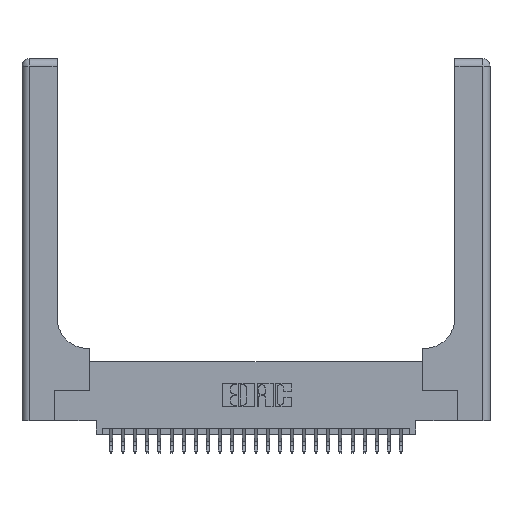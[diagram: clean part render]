
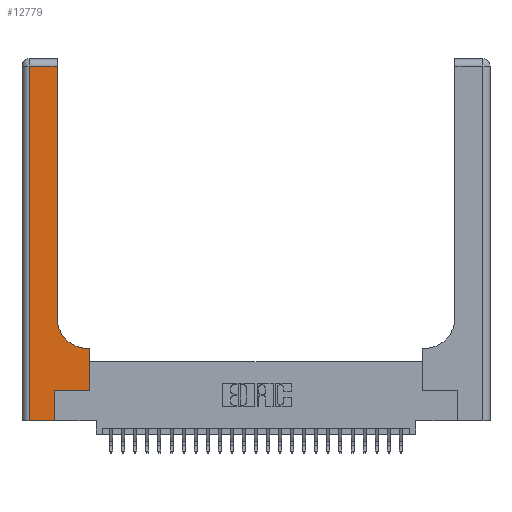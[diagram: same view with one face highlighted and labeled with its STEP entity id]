
A CAD part, top view. The second image highlights one B-rep face of the part: STEP entity #12779.
In plain terms, the highlighted planar face has unit normal (0, 0, 1).
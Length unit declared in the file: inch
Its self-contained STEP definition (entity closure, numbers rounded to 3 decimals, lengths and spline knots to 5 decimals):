
#297 = DIRECTION ( 'NONE',  ( 0., -1., 0. ) ) ;
#462 = LINE ( 'NONE', #4194, #11079 ) ;
#865 = CARTESIAN_POINT ( 'NONE',  ( 0.5415, 0.6, 0.37 ) ) ;
#1312 = DIRECTION ( 'NONE',  ( 1., 0., 0. ) ) ;
#1591 = VECTOR ( 'NONE', #12864, 39.37008 ) ;
#1824 = EDGE_CURVE ( 'NONE', #4370, #27178, #18235, .T. ) ;
#2322 = VERTEX_POINT ( 'NONE', #16699 ) ;
#2327 = VECTOR ( 'NONE', #2390, 39.37008 ) ;
#2390 = DIRECTION ( 'NONE',  ( 0., 1., 0. ) ) ;
#2482 = CARTESIAN_POINT ( 'NONE',  ( 0.5585, 0.25, 0.37 ) ) ;
#3834 = EDGE_CURVE ( 'NONE', #27178, #15929, #17793, .T. ) ;
#3846 = CARTESIAN_POINT ( 'NONE',  ( 0.269, 0., 0.37 ) ) ;
#4194 = CARTESIAN_POINT ( 'NONE',  ( 0.2915, 3., 0.37 ) ) ;
#4246 = CARTESIAN_POINT ( 'NONE',  ( 0.06, 0., 0.37 ) ) ;
#4370 = VERTEX_POINT ( 'NONE', #4246 ) ;
#4373 = CARTESIAN_POINT ( 'NONE',  ( 0., 2.94, 0.37 ) ) ;
#5341 = VERTEX_POINT ( 'NONE', #26314 ) ;
#5451 = ORIENTED_EDGE ( 'NONE', *, *, #15589, .T. ) ;
#5496 = LINE ( 'NONE', #8996, #16087 ) ;
#5660 = EDGE_CURVE ( 'NONE', #5999, #2322, #13491, .T. ) ;
#5999 = VERTEX_POINT ( 'NONE', #9909 ) ;
#6236 = DIRECTION ( 'NONE',  ( -1., 0., 0. ) ) ;
#6521 = VECTOR ( 'NONE', #17999, 39.37008 ) ;
#7340 = CARTESIAN_POINT ( 'NONE',  ( 0.2915, 0.85, 0.37 ) ) ;
#7710 = EDGE_CURVE ( 'NONE', #15929, #5341, #5496, .T. ) ;
#8181 = FACE_OUTER_BOUND ( 'NONE', #22601, .T. ) ;
#8418 = ORIENTED_EDGE ( 'NONE', *, *, #5660, .T. ) ;
#8996 = CARTESIAN_POINT ( 'NONE',  ( 0.269, 0.25, 0.37 ) ) ;
#9546 = ORIENTED_EDGE ( 'NONE', *, *, #7710, .T. ) ;
#9909 = CARTESIAN_POINT ( 'NONE',  ( 0.2915, 2.94, 0.37 ) ) ;
#10478 = DIRECTION ( 'NONE',  ( 0., 1., 0. ) ) ;
#11079 = VECTOR ( 'NONE', #10478, 39.37008 ) ;
#11624 = CARTESIAN_POINT ( 'NONE',  ( 0.269, 0., 0.37 ) ) ;
#11935 = VERTEX_POINT ( 'NONE', #865 ) ;
#12613 = VECTOR ( 'NONE', #27195, 39.37008 ) ;
#12779 = ADVANCED_FACE ( 'NONE', ( #8181 ), #16782, .F. ) ;
#12864 = DIRECTION ( 'NONE',  ( -1., 0., 0. ) ) ;
#12909 = LINE ( 'NONE', #2482, #2327 ) ;
#13246 = CARTESIAN_POINT ( 'NONE',  ( 0.269, 0.25, 0.37 ) ) ;
#13491 = LINE ( 'NONE', #4373, #1591 ) ;
#13971 = DIRECTION ( 'NONE',  ( 0., 0., -1. ) ) ;
#14029 = VERTEX_POINT ( 'NONE', #25707 ) ;
#14380 = LINE ( 'NONE', #15091, #19334 ) ;
#14684 = EDGE_CURVE ( 'NONE', #2322, #4370, #14380, .T. ) ;
#14898 = VERTEX_POINT ( 'NONE', #7340 ) ;
#15010 = ORIENTED_EDGE ( 'NONE', *, *, #14684, .T. ) ;
#15091 = CARTESIAN_POINT ( 'NONE',  ( 0.06, 3., 0.37 ) ) ;
#15237 = EDGE_CURVE ( 'NONE', #14898, #5999, #462, .T. ) ;
#15589 = EDGE_CURVE ( 'NONE', #14029, #11935, #20639, .T. ) ;
#15635 = CIRCLE ( 'NONE', #23291, 0.25 ) ;
#15674 = VECTOR ( 'NONE', #26900, 39.37008 ) ;
#15736 = ORIENTED_EDGE ( 'NONE', *, *, #3834, .T. ) ;
#15929 = VERTEX_POINT ( 'NONE', #13246 ) ;
#16087 = VECTOR ( 'NONE', #21662, 39.37008 ) ;
#16699 = CARTESIAN_POINT ( 'NONE',  ( 0.06, 2.94, 0.37 ) ) ;
#16782 = PLANE ( 'NONE',  #19284 ) ;
#16910 = ORIENTED_EDGE ( 'NONE', *, *, #1824, .T. ) ;
#17398 = ORIENTED_EDGE ( 'NONE', *, *, #15237, .T. ) ;
#17793 = LINE ( 'NONE', #11624, #6521 ) ;
#17914 = EDGE_CURVE ( 'NONE', #11935, #14898, #15635, .T. ) ;
#17999 = DIRECTION ( 'NONE',  ( 0., 1., 0. ) ) ;
#18235 = LINE ( 'NONE', #25046, #12613 ) ;
#18439 = CARTESIAN_POINT ( 'NONE',  ( 0.2915, 0.6, 0.37 ) ) ;
#18896 = DIRECTION ( 'NONE',  ( 0., 0., -1. ) ) ;
#19284 = AXIS2_PLACEMENT_3D ( 'NONE', #20857, #18896, #6236 ) ;
#19334 = VECTOR ( 'NONE', #297, 39.37008 ) ;
#20076 = EDGE_CURVE ( 'NONE', #5341, #14029, #12909, .T. ) ;
#20622 = ORIENTED_EDGE ( 'NONE', *, *, #17914, .T. ) ;
#20639 = LINE ( 'NONE', #18439, #15674 ) ;
#20857 = CARTESIAN_POINT ( 'NONE',  ( 0., 3., 0.37 ) ) ;
#21662 = DIRECTION ( 'NONE',  ( 1., 0., 0. ) ) ;
#22601 = EDGE_LOOP ( 'NONE', ( #17398, #8418, #15010, #16910, #15736, #9546, #26702, #5451, #20622 ) ) ;
#23291 = AXIS2_PLACEMENT_3D ( 'NONE', #26687, #13971, #1312 ) ;
#25046 = CARTESIAN_POINT ( 'NONE',  ( 0., 0., 0.37 ) ) ;
#25707 = CARTESIAN_POINT ( 'NONE',  ( 0.5585, 0.6, 0.37 ) ) ;
#26314 = CARTESIAN_POINT ( 'NONE',  ( 0.5585, 0.25, 0.37 ) ) ;
#26687 = CARTESIAN_POINT ( 'NONE',  ( 0.5415, 0.85, 0.37 ) ) ;
#26702 = ORIENTED_EDGE ( 'NONE', *, *, #20076, .T. ) ;
#26900 = DIRECTION ( 'NONE',  ( -1., 0., 0. ) ) ;
#27178 = VERTEX_POINT ( 'NONE', #3846 ) ;
#27195 = DIRECTION ( 'NONE',  ( 1., 0., 0. ) ) ;
